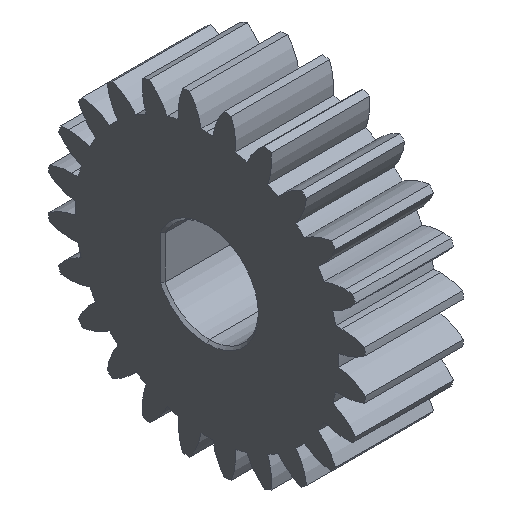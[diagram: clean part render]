
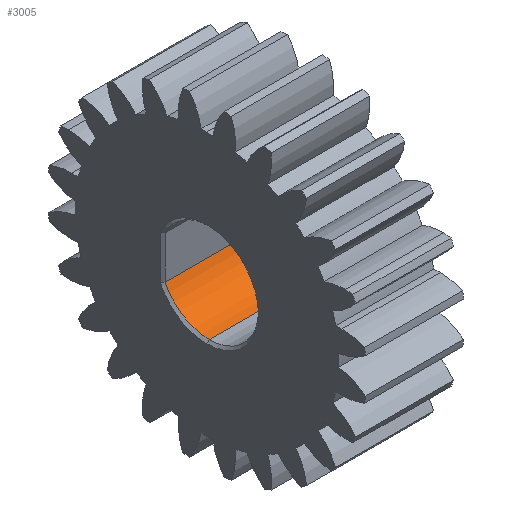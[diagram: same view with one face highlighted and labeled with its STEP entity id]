
A CAD part, isometric view. The second image highlights one B-rep face of the part: STEP entity #3005.
In plain terms, the highlighted cylindrical face has radius 2 mm (diameter 4 mm), a partial arc.
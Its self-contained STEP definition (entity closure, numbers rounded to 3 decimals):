
#87 = ORIENTED_EDGE ( 'NONE', *, *, #1749, .T. ) ;
#243 = VERTEX_POINT ( 'NONE', #2006 ) ;
#244 = EDGE_CURVE ( 'NONE', #243, #1693, #1854, .T. ) ;
#326 = CARTESIAN_POINT ( 'NONE',  ( 0.1, 1.8, -0.872 ) ) ;
#341 = AXIS2_PLACEMENT_3D ( 'NONE', #1109, #3853, #1119 ) ;
#500 = LINE ( 'NONE', #3303, #1176 ) ;
#508 = ORIENTED_EDGE ( 'NONE', *, *, #244, .F. ) ;
#569 = ORIENTED_EDGE ( 'NONE', *, *, #2854, .T. ) ;
#589 = FACE_OUTER_BOUND ( 'NONE', #2287, .T. ) ;
#808 = DIRECTION ( 'NONE',  ( -1., 0., 0. ) ) ;
#1032 = AXIS2_PLACEMENT_3D ( 'NONE', #2492, #3708, #3420 ) ;
#1099 = CARTESIAN_POINT ( 'NONE',  ( 4., 0., -2. ) ) ;
#1109 = CARTESIAN_POINT ( 'NONE',  ( 0.1, 0., 0. ) ) ;
#1119 = DIRECTION ( 'NONE',  ( 0., 0., 1. ) ) ;
#1176 = VECTOR ( 'NONE', #808, 1000. ) ;
#1247 = ORIENTED_EDGE ( 'NONE', *, *, #2728, .T. ) ;
#1300 = DIRECTION ( 'NONE',  ( 0., 0., 1. ) ) ;
#1402 = CYLINDRICAL_SURFACE ( 'NONE', #3120, 2. ) ;
#1693 = VERTEX_POINT ( 'NONE', #3192 ) ;
#1749 = EDGE_CURVE ( 'NONE', #3941, #1693, #3797, .T. ) ;
#1760 = VECTOR ( 'NONE', #2592, 1000. ) ;
#1854 = LINE ( 'NONE', #1099, #1760 ) ;
#2006 = CARTESIAN_POINT ( 'NONE',  ( 3.9, 0., -2. ) ) ;
#2185 = VERTEX_POINT ( 'NONE', #3180 ) ;
#2217 = DIRECTION ( 'NONE',  ( -1., 0., 0. ) ) ;
#2287 = EDGE_LOOP ( 'NONE', ( #508, #569, #1247, #87 ) ) ;
#2492 = CARTESIAN_POINT ( 'NONE',  ( 3.9, 0., 0. ) ) ;
#2592 = DIRECTION ( 'NONE',  ( -1., 0., 0. ) ) ;
#2728 = EDGE_CURVE ( 'NONE', #2185, #3941, #500, .T. ) ;
#2854 = EDGE_CURVE ( 'NONE', #243, #2185, #3100, .T. ) ;
#3005 = ADVANCED_FACE ( 'NONE', ( #589 ), #1402, .F. ) ;
#3100 = CIRCLE ( 'NONE', #1032, 2. ) ;
#3120 = AXIS2_PLACEMENT_3D ( 'NONE', #3807, #2217, #1300 ) ;
#3180 = CARTESIAN_POINT ( 'NONE',  ( 3.9, 1.8, -0.872 ) ) ;
#3192 = CARTESIAN_POINT ( 'NONE',  ( 0.1, 0., -2. ) ) ;
#3303 = CARTESIAN_POINT ( 'NONE',  ( 4., 1.8, -0.872 ) ) ;
#3420 = DIRECTION ( 'NONE',  ( 0., 0., 1. ) ) ;
#3708 = DIRECTION ( 'NONE',  ( 1., 0., 0. ) ) ;
#3797 = CIRCLE ( 'NONE', #341, 2. ) ;
#3807 = CARTESIAN_POINT ( 'NONE',  ( 4., 0., 0. ) ) ;
#3853 = DIRECTION ( 'NONE',  ( -1., 0., 0. ) ) ;
#3941 = VERTEX_POINT ( 'NONE', #326 ) ;
